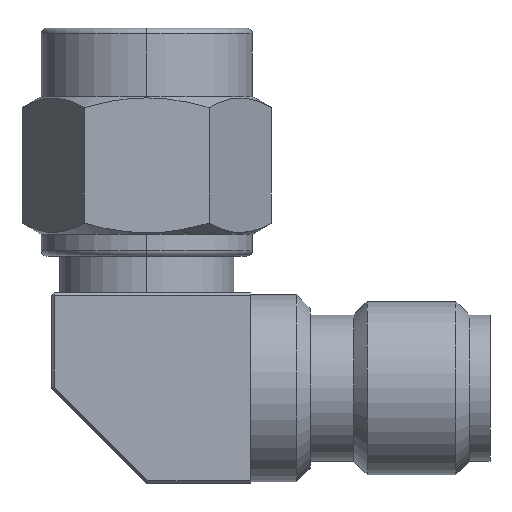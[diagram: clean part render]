
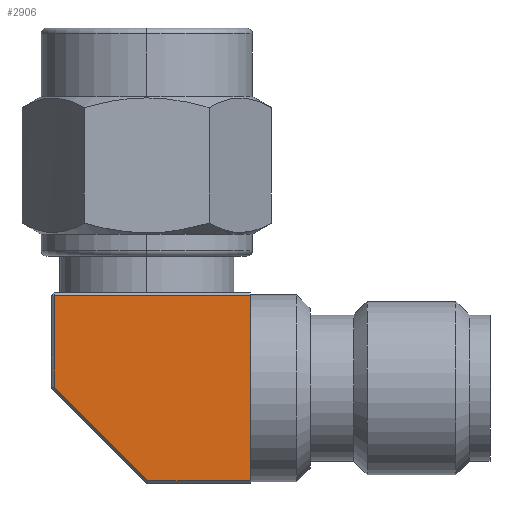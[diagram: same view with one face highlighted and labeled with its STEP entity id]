
A CAD part, left-side view. The second image highlights one B-rep face of the part: STEP entity #2906.
In plain terms, the highlighted planar face has unit normal (-1, 0, 0).
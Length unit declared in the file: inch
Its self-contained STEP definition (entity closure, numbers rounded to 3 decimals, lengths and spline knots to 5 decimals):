
#137 = FACE_OUTER_BOUND ( 'NONE', #2273, .T. ) ;
#179 = VERTEX_POINT ( 'NONE', #5365 ) ;
#234 = LINE ( 'NONE', #1781, #2993 ) ;
#499 = VECTOR ( 'NONE', #5436, 39.37008 ) ;
#872 = VERTEX_POINT ( 'NONE', #1681 ) ;
#1117 = AXIS2_PLACEMENT_3D ( 'NONE', #2928, #3891, #3862 ) ;
#1210 = LINE ( 'NONE', #4341, #1962 ) ;
#1262 = CARTESIAN_POINT ( 'NONE',  ( -0.1378, 0.13386, -0.27559 ) ) ;
#1299 = EDGE_CURVE ( 'NONE', #3550, #872, #234, .T. ) ;
#1552 = ORIENTED_EDGE ( 'NONE', *, *, #3166, .T. ) ;
#1584 = ORIENTED_EDGE ( 'NONE', *, *, #2541, .T. ) ;
#1681 = CARTESIAN_POINT ( 'NONE',  ( -0.1378, -0.14961, -0.27165 ) ) ;
#1781 = CARTESIAN_POINT ( 'NONE',  ( -0.1378, -0.14961, -0.27559 ) ) ;
#1821 = ORIENTED_EDGE ( 'NONE', *, *, #1299, .F. ) ;
#1962 = VECTOR ( 'NONE', #5714, 39.37008 ) ;
#2025 = PLANE ( 'NONE',  #1117 ) ;
#2032 = ORIENTED_EDGE ( 'NONE', *, *, #5661, .T. ) ;
#2168 = CARTESIAN_POINT ( 'NONE',  ( -0.1378, -0.14961, -0.00394 ) ) ;
#2273 = EDGE_LOOP ( 'NONE', ( #1552, #1584, #1821, #2032, #3928 ) ) ;
#2335 = VERTEX_POINT ( 'NONE', #2991 ) ;
#2431 = EDGE_CURVE ( 'NONE', #5778, #179, #4959, .T. ) ;
#2541 = EDGE_CURVE ( 'NONE', #2335, #872, #5793, .T. ) ;
#2547 = DIRECTION ( 'NONE',  ( 0., 0., -1. ) ) ;
#2801 = DIRECTION ( 'NONE',  ( 0., -0.707, -0.707 ) ) ;
#2906 = ADVANCED_FACE ( 'NONE', ( #137 ), #2025, .F. ) ;
#2928 = CARTESIAN_POINT ( 'NONE',  ( -0.1378, -0.22835, -0.27559 ) ) ;
#2991 = CARTESIAN_POINT ( 'NONE',  ( -0.1378, -0.00163, -0.27165 ) ) ;
#2993 = VECTOR ( 'NONE', #2547, 39.37008 ) ;
#3166 = EDGE_CURVE ( 'NONE', #179, #2335, #3646, .T. ) ;
#3169 = CARTESIAN_POINT ( 'NONE',  ( -0.1378, -0.00278, -0.27281 ) ) ;
#3532 = CARTESIAN_POINT ( 'NONE',  ( -0.1378, -0.22835, -0.27165 ) ) ;
#3550 = VERTEX_POINT ( 'NONE', #2168 ) ;
#3646 = LINE ( 'NONE', #3169, #4357 ) ;
#3862 = DIRECTION ( 'NONE',  ( 0., 1., 0. ) ) ;
#3891 = DIRECTION ( 'NONE',  ( 1., 0., 0. ) ) ;
#3928 = ORIENTED_EDGE ( 'NONE', *, *, #2431, .T. ) ;
#4212 = DIRECTION ( 'NONE',  ( 0., -1., 0. ) ) ;
#4341 = CARTESIAN_POINT ( 'NONE',  ( -0.1378, 0.1378, -0.00394 ) ) ;
#4357 = VECTOR ( 'NONE', #2801, 39.37008 ) ;
#4665 = CARTESIAN_POINT ( 'NONE',  ( -0.1378, 0.13386, -0.00394 ) ) ;
#4959 = LINE ( 'NONE', #1262, #499 ) ;
#5129 = VECTOR ( 'NONE', #4212, 39.37008 ) ;
#5365 = CARTESIAN_POINT ( 'NONE',  ( -0.1378, 0.13386, -0.13616 ) ) ;
#5436 = DIRECTION ( 'NONE',  ( 0., 0., -1. ) ) ;
#5661 = EDGE_CURVE ( 'NONE', #3550, #5778, #1210, .T. ) ;
#5714 = DIRECTION ( 'NONE',  ( 0., 1., 0. ) ) ;
#5778 = VERTEX_POINT ( 'NONE', #4665 ) ;
#5793 = LINE ( 'NONE', #3532, #5129 ) ;
